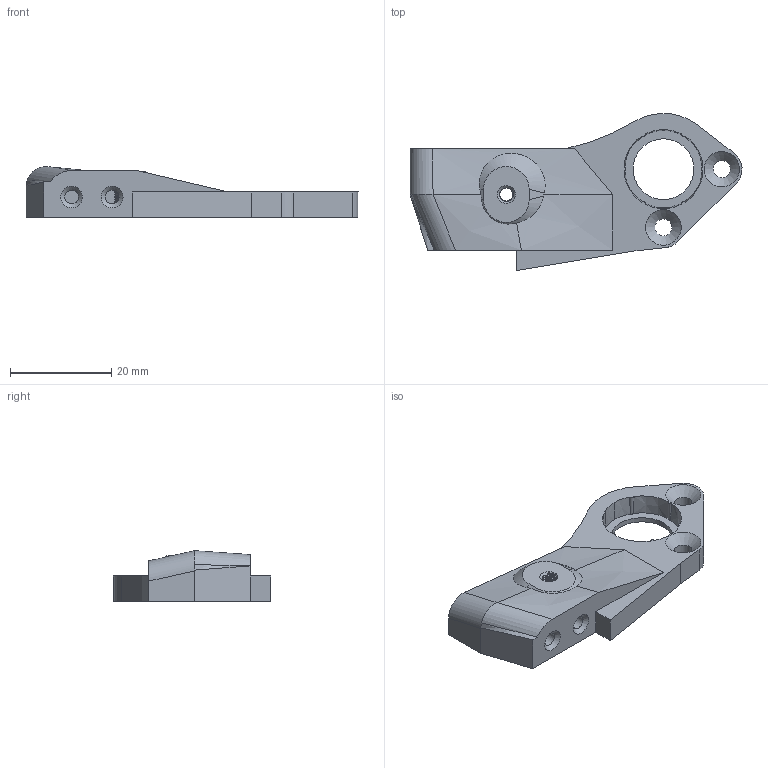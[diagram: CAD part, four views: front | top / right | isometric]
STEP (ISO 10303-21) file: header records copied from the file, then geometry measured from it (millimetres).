
FILE_DESCRIPTION(('FreeCAD Model'),'2;1');
FILE_NAME('Open CASCADE Shape Model','2023-06-18T11:12:59',(''),(''), 'Open CASCADE STEP processor 7.6','FreeCAD','Unknown');
FILE_SCHEMA(('AUTOMOTIVE_DESIGN { 1 0 10303 214 1 1 1 1 }'));
Length unit declared in the file: millimetre
Products named in the file (1): Chamfer248246
Bounding box: 65.49 x 31 x 10 mm (x, y, z)
Volume: 7523.9 mm3; surface area: 4269.5 mm2
Topology: 1 solids, 1 shells, 157 faces, 385 edges, 232 vertices
Faces by surface type: bspline 84, cylinder 40, plane 18, cone 15
Full cylindrical faces by diameter (mm): 2.6 x13, 2.7 x4, 3.4 x2, 12 x1
Entity records: 25171 total; most frequent: CARTESIAN_POINT 18695, ORIENTED_EDGE 770, PCURVE 770, DEFINITIONAL_REPRESENTATION 770, DIRECTION 754, B_SPLINE_CURVE_WITH_KNOTS 604, LINE 402, VECTOR 402
